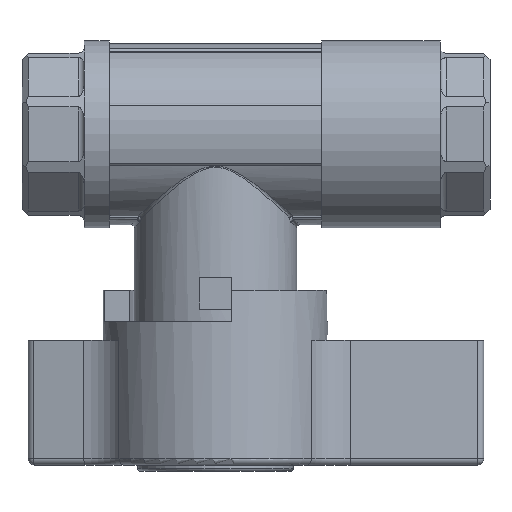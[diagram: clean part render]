
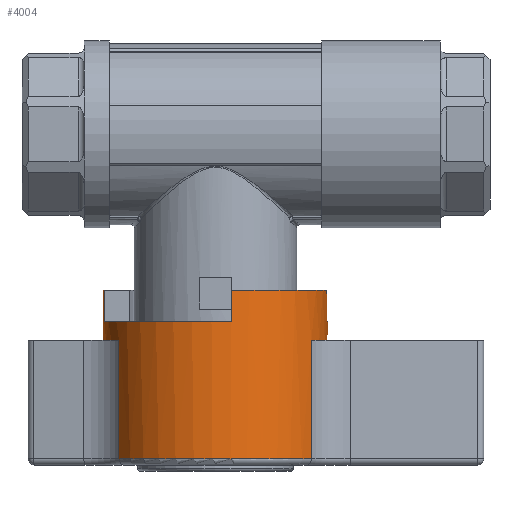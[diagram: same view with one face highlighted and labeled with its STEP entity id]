
A CAD part, left-side view. The second image highlights one B-rep face of the part: STEP entity #4004.
In plain terms, the highlighted cylindrical face has radius 18 mm (diameter 36 mm), a full revolution.
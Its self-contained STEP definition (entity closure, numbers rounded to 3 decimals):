
#399=LINE('',#6314,#675);
#400=LINE('',#6318,#676);
#401=LINE('',#6319,#677);
#402=LINE('',#6323,#678);
#403=LINE('',#6324,#679);
#404=LINE('',#6329,#680);
#405=LINE('',#6333,#681);
#406=LINE('',#6337,#682);
#675=VECTOR('',#5042,1000.);
#676=VECTOR('',#5045,1000.);
#677=VECTOR('',#5046,1000.);
#678=VECTOR('',#5049,1000.);
#679=VECTOR('',#5050,1000.);
#680=VECTOR('',#5053,1000.);
#681=VECTOR('',#5056,1000.);
#682=VECTOR('',#5059,1000.);
#763=CYLINDRICAL_SURFACE('',#4277,18.);
#835=CIRCLE('',#4273,18.);
#836=CIRCLE('',#4275,18.);
#838=CIRCLE('',#4278,18.);
#839=CIRCLE('',#4279,18.);
#840=CIRCLE('',#4280,18.);
#841=CIRCLE('',#4281,18.);
#842=CIRCLE('',#4282,18.);
#843=CIRCLE('',#4283,18.);
#1578=ORIENTED_EDGE('',*,*,#2121,.T.);
#1579=ORIENTED_EDGE('',*,*,#2127,.F.);
#1580=ORIENTED_EDGE('',*,*,#2128,.F.);
#1581=ORIENTED_EDGE('',*,*,#2129,.T.);
#1582=ORIENTED_EDGE('',*,*,#2123,.T.);
#1583=ORIENTED_EDGE('',*,*,#2130,.F.);
#1584=ORIENTED_EDGE('',*,*,#2131,.T.);
#1585=ORIENTED_EDGE('',*,*,#2132,.T.);
#1586=ORIENTED_EDGE('',*,*,#2133,.T.);
#1587=ORIENTED_EDGE('',*,*,#2134,.T.);
#1588=ORIENTED_EDGE('',*,*,#2135,.T.);
#1589=ORIENTED_EDGE('',*,*,#2136,.T.);
#1590=ORIENTED_EDGE('',*,*,#2137,.T.);
#1591=ORIENTED_EDGE('',*,*,#2138,.T.);
#1592=ORIENTED_EDGE('',*,*,#2139,.T.);
#1593=ORIENTED_EDGE('',*,*,#2140,.T.);
#2121=EDGE_CURVE('',#2455,#2454,#835,.T.);
#2123=EDGE_CURVE('',#2456,#2457,#836,.T.);
#2127=EDGE_CURVE('',#2460,#2454,#399,.T.);
#2128=EDGE_CURVE('',#2461,#2460,#838,.T.);
#2129=EDGE_CURVE('',#2461,#2456,#400,.T.);
#2130=EDGE_CURVE('',#2462,#2457,#401,.T.);
#2131=EDGE_CURVE('',#2462,#2463,#839,.T.);
#2132=EDGE_CURVE('',#2463,#2455,#402,.T.);
#2133=EDGE_CURVE('',#2464,#2465,#403,.F.);
#2134=EDGE_CURVE('',#2465,#2466,#840,.F.);
#2135=EDGE_CURVE('',#2466,#2467,#404,.T.);
#2136=EDGE_CURVE('',#2467,#2468,#841,.T.);
#2137=EDGE_CURVE('',#2468,#2469,#405,.F.);
#2138=EDGE_CURVE('',#2469,#2470,#842,.F.);
#2139=EDGE_CURVE('',#2470,#2471,#406,.T.);
#2140=EDGE_CURVE('',#2471,#2464,#843,.T.);
#2454=VERTEX_POINT('',#6300);
#2455=VERTEX_POINT('',#6302);
#2456=VERTEX_POINT('',#6306);
#2457=VERTEX_POINT('',#6307);
#2460=VERTEX_POINT('',#6315);
#2461=VERTEX_POINT('',#6317);
#2462=VERTEX_POINT('',#6320);
#2463=VERTEX_POINT('',#6322);
#2464=VERTEX_POINT('',#6325);
#2465=VERTEX_POINT('',#6326);
#2466=VERTEX_POINT('',#6328);
#2467=VERTEX_POINT('',#6330);
#2468=VERTEX_POINT('',#6332);
#2469=VERTEX_POINT('',#6334);
#2470=VERTEX_POINT('',#6336);
#2471=VERTEX_POINT('',#6338);
#2694=EDGE_LOOP('',(#1578,#1579,#1580,#1581,#1582,#1583,#1584,#1585));
#2695=EDGE_LOOP('',(#1586,#1587,#1588,#1589,#1590,#1591,#1592,#1593));
#2894=FACE_BOUND('',#2694,.T.);
#2895=FACE_BOUND('',#2695,.T.);
#4004=ADVANCED_FACE('',(#2894,#2895),#763,.T.);
#4273=AXIS2_PLACEMENT_3D('',#6301,#5029,#5030);
#4275=AXIS2_PLACEMENT_3D('',#6305,#5034,#5035);
#4277=AXIS2_PLACEMENT_3D('',#6313,#5040,#5041);
#4278=AXIS2_PLACEMENT_3D('',#6316,#5043,#5044);
#4279=AXIS2_PLACEMENT_3D('',#6321,#5047,#5048);
#4280=AXIS2_PLACEMENT_3D('',#6327,#5051,#5052);
#4281=AXIS2_PLACEMENT_3D('',#6331,#5054,#5055);
#4282=AXIS2_PLACEMENT_3D('',#6335,#5057,#5058);
#4283=AXIS2_PLACEMENT_3D('',#6339,#5060,#5061);
#5029=DIRECTION('',(0.,1.,0.));
#5030=DIRECTION('',(1.,0.,0.));
#5034=DIRECTION('',(0.,1.,0.));
#5035=DIRECTION('',(1.,0.,0.));
#5040=DIRECTION('',(0.,-1.,0.));
#5041=DIRECTION('',(0.,0.,-1.));
#5042=DIRECTION('',(0.,-1.,0.));
#5043=DIRECTION('',(0.,-1.,0.));
#5044=DIRECTION('',(-1.,0.,0.));
#5045=DIRECTION('',(0.,-1.,0.));
#5046=DIRECTION('',(0.,-1.,0.));
#5047=DIRECTION('',(0.,1.,0.));
#5048=DIRECTION('',(1.,0.,0.));
#5049=DIRECTION('',(0.,-1.,0.));
#5050=DIRECTION('',(0.,-1.,0.));
#5051=DIRECTION('',(0.,1.,0.));
#5052=DIRECTION('',(0.,0.,1.));
#5053=DIRECTION('',(0.,-1.,0.));
#5054=DIRECTION('',(0.,-1.,0.));
#5055=DIRECTION('',(1.,0.,0.));
#5056=DIRECTION('',(0.,-1.,0.));
#5057=DIRECTION('',(0.,1.,0.));
#5058=DIRECTION('',(0.,0.,1.));
#5059=DIRECTION('',(0.,-1.,0.));
#5060=DIRECTION('',(0.,-1.,0.));
#5061=DIRECTION('',(-1.,0.,0.));
#6300=CARTESIAN_POINT('',(-2.5,0.,17.826));
#6301=CARTESIAN_POINT('',(0.,0.,0.));
#6302=CARTESIAN_POINT('',(-17.826,0.,-2.5));
#6305=CARTESIAN_POINT('',(0.,0.,0.));
#6306=CARTESIAN_POINT('',(17.826,0.,-2.5));
#6307=CARTESIAN_POINT('',(2.5,0.,-17.826));
#6313=CARTESIAN_POINT('',(0.,28.,0.));
#6314=CARTESIAN_POINT('',(-2.5,5.,17.826));
#6315=CARTESIAN_POINT('',(-2.5,5.,17.826));
#6316=CARTESIAN_POINT('',(0.,5.,0.));
#6317=CARTESIAN_POINT('',(17.826,5.,-2.5));
#6318=CARTESIAN_POINT('',(17.826,5.,-2.5));
#6319=CARTESIAN_POINT('',(2.5,5.,-17.826));
#6320=CARTESIAN_POINT('',(2.5,5.,-17.826));
#6321=CARTESIAN_POINT('',(0.,5.,0.));
#6322=CARTESIAN_POINT('',(-17.826,5.,-2.5));
#6323=CARTESIAN_POINT('',(-17.826,5.,-2.5));
#6324=CARTESIAN_POINT('',(15.395,28.,9.326));
#6325=CARTESIAN_POINT('',(15.395,8.,9.326));
#6326=CARTESIAN_POINT('',(15.395,27.,9.326));
#6327=CARTESIAN_POINT('',(0.,27.,0.));
#6328=CARTESIAN_POINT('',(-15.461,27.,9.217));
#6329=CARTESIAN_POINT('',(-15.461,28.,9.217));
#6330=CARTESIAN_POINT('',(-15.461,8.,9.217));
#6331=CARTESIAN_POINT('',(0.,8.,0.));
#6332=CARTESIAN_POINT('',(-15.461,8.,-9.217));
#6333=CARTESIAN_POINT('',(-15.461,28.,-9.217));
#6334=CARTESIAN_POINT('',(-15.461,27.,-9.217));
#6335=CARTESIAN_POINT('',(0.,27.,0.));
#6336=CARTESIAN_POINT('',(15.395,27.,-9.326));
#6337=CARTESIAN_POINT('',(15.395,28.,-9.326));
#6338=CARTESIAN_POINT('',(15.395,8.,-9.326));
#6339=CARTESIAN_POINT('',(0.,8.,0.));
